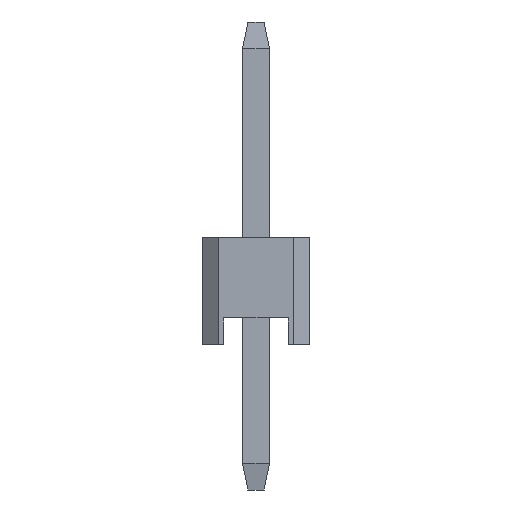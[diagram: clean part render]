
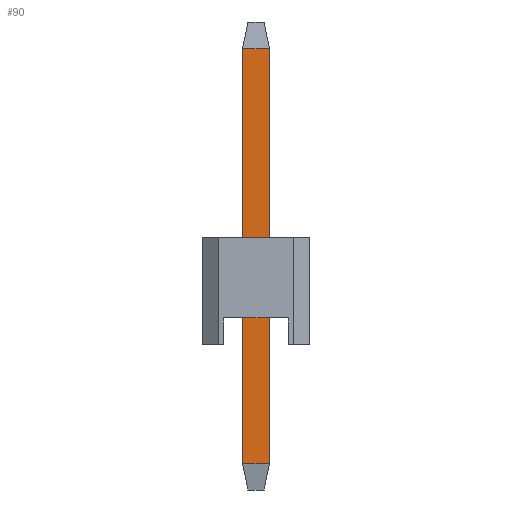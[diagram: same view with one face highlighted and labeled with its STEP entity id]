
A CAD part, left-side view. The second image highlights one B-rep face of the part: STEP entity #90.
In plain terms, the highlighted planar face has unit normal (-1, 0, 0).
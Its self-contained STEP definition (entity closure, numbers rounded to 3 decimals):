
#90=ADVANCED_FACE('',(#228),#2078,.T.);
#228=FACE_OUTER_BOUND('',#366,.T.);
#366=EDGE_LOOP('',(#517,#518,#519,#520));
#517=ORIENTED_EDGE('',*,*,#1194,.F.);
#518=ORIENTED_EDGE('',*,*,#1195,.F.);
#519=ORIENTED_EDGE('',*,*,#1196,.F.);
#520=ORIENTED_EDGE('',*,*,#1193,.F.);
#1193=EDGE_CURVE('',#1869,#1870,#1531,.T.);
#1194=EDGE_CURVE('',#1871,#1869,#1532,.T.);
#1195=EDGE_CURVE('',#1872,#1871,#1533,.T.);
#1196=EDGE_CURVE('',#1870,#1872,#1534,.T.);
#1531=B_SPLINE_CURVE_WITH_KNOTS('',1,(#2555,#2556),.UNSPECIFIED.,.F.,.F.,
(2,2),(-7.7,0.),.UNSPECIFIED.);
#1532=B_SPLINE_CURVE_WITH_KNOTS('',1,(#2557,#2558),.UNSPECIFIED.,.F.,.F.,
(2,2),(-0.5,0.),.UNSPECIFIED.);
#1533=B_SPLINE_CURVE_WITH_KNOTS('',1,(#2559,#2560),.UNSPECIFIED.,.F.,.F.,
(2,2),(-7.7,0.),.UNSPECIFIED.);
#1534=B_SPLINE_CURVE_WITH_KNOTS('',1,(#2561,#2562),.UNSPECIFIED.,.F.,.F.,
(2,2),(-0.5,0.),.UNSPECIFIED.);
#1869=VERTEX_POINT('',#2535);
#1870=VERTEX_POINT('',#2536);
#1871=VERTEX_POINT('',#2537);
#1872=VERTEX_POINT('',#2538);
#2078=PLANE('',#2236);
#2236=AXIS2_PLACEMENT_3D('',#2518,#2377,$);
#2377=DIRECTION('',(-1.,0.,0.));
#2518=CARTESIAN_POINT('',(-0.25,134.04,6.34));
#2535=CARTESIAN_POINT('',(-0.25,134.75,5.51));
#2536=CARTESIAN_POINT('',(-0.25,134.75,-2.19));
#2537=CARTESIAN_POINT('',(-0.25,135.25,5.51));
#2538=CARTESIAN_POINT('',(-0.25,135.25,-2.19));
#2555=CARTESIAN_POINT('',(-0.25,134.75,5.51));
#2556=CARTESIAN_POINT('',(-0.25,134.75,-2.19));
#2557=CARTESIAN_POINT('',(-0.25,135.25,5.51));
#2558=CARTESIAN_POINT('',(-0.25,134.75,5.51));
#2559=CARTESIAN_POINT('',(-0.25,135.25,-2.19));
#2560=CARTESIAN_POINT('',(-0.25,135.25,5.51));
#2561=CARTESIAN_POINT('',(-0.25,134.75,-2.19));
#2562=CARTESIAN_POINT('',(-0.25,135.25,-2.19));
